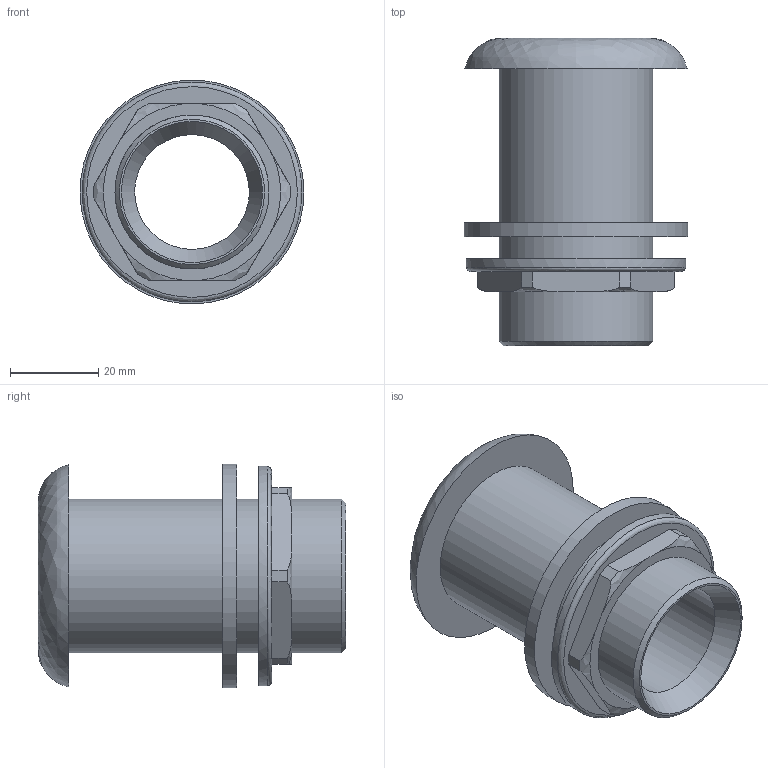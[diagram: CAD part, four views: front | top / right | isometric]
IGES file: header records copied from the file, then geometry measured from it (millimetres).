
Global section: file name: V982; native system: Autodesk Inventor 2018; preprocessor: unknown; author: mblakey; date: 20190705.120036; units: millimetre
Bounding box: 50.8 x 69.85 x 50.77 mm (x, y, z)
Volume: 42331.2 mm3; surface area: 22301.7 mm2
Topology: 3 solids, 3 shells, 39 faces, 104 edges, 73 vertices
Faces by surface type: bspline 39
